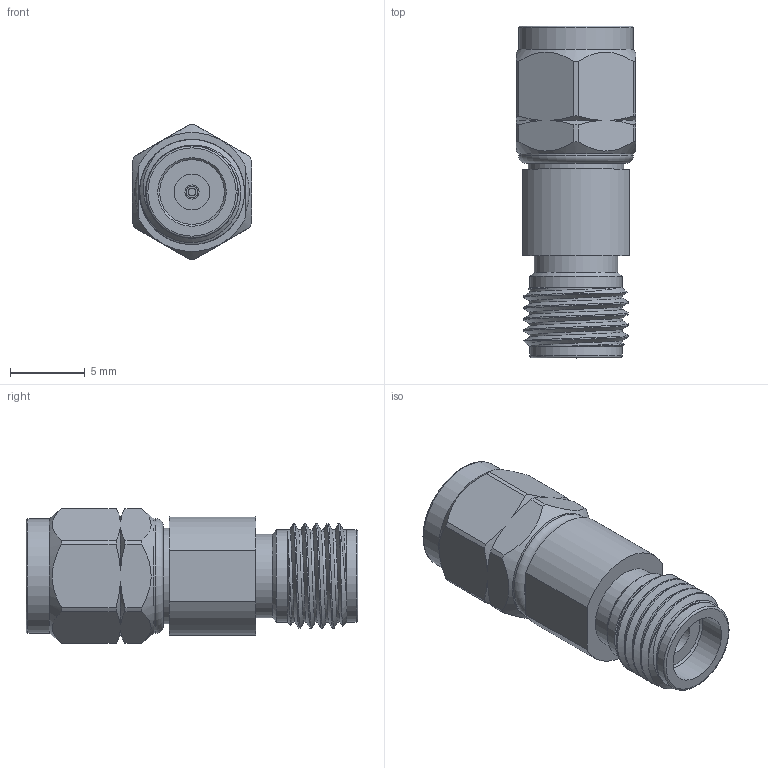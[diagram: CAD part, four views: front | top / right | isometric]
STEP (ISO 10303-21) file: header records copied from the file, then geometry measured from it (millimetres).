
FILE_DESCRIPTION (( 'STEP AP203' ), '1' );
FILE_NAME ('PE7089-10.step', '2020-03-09T15:38:56', ( '' ), ( '' ), 'SwSTEP 2.0', 'SolidWorks 2018', '' );
FILE_SCHEMA (( 'CONFIG_CONTROL_DESIGN' ));
Length unit declared in the file: inch
Products named in the file (1): PE7089-10
Bounding box: 7.94 x 22.12 x 8.99 mm (x, y, z)
Volume: 790.9 mm3; surface area: 1021.2 mm2
Topology: 2 solids, 2 shells, 99 faces, 244 edges, 161 vertices
Faces by surface type: cylinder 35, plane 33, cone 22, bspline 6, torus 3
Full cylindrical faces by diameter (mm): 0.508 x1, 0.533 x1, 0.787 x1, 0.94 x1, 1.016 x1, 2.4 x2, 4.572 x2, 5.588 x1, 6.144 x2, 6.35 x1, 7 x5, 7.641 x2
Entity records: 5770 total; most frequent: CARTESIAN_POINT 3713, DIRECTION 395, ORIENTED_EDGE 386, EDGE_CURVE 193, AXIS2_PLACEMENT_3D 173, VERTEX_POINT 140, EDGE_LOOP 133, FACE_OUTER_BOUND 114
